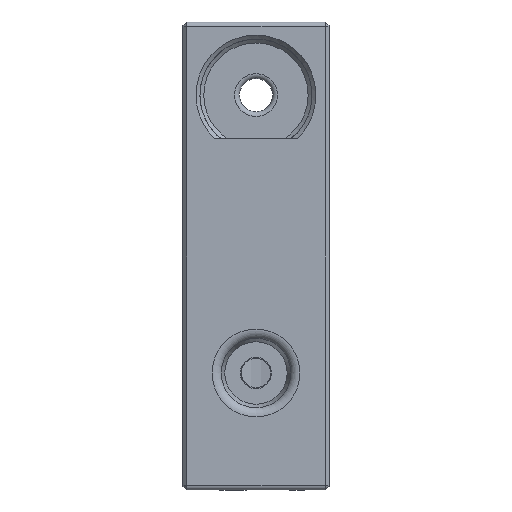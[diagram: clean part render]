
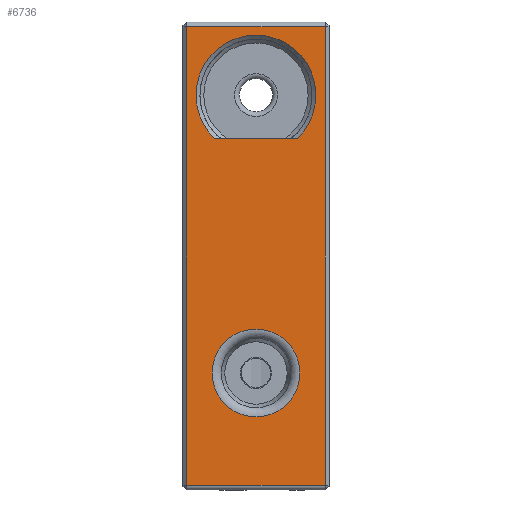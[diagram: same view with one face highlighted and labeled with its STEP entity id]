
A CAD part, front view. The second image highlights one B-rep face of the part: STEP entity #6736.
In plain terms, the highlighted planar face has unit normal (0, -1, 0).
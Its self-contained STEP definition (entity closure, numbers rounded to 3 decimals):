
#336=CIRCLE('',#7176,4.5);
#337=CIRCLE('',#7180,6.15);
#461=FACE_BOUND('',#1382,.T.);
#462=FACE_BOUND('',#1383,.T.);
#980=FACE_OUTER_BOUND('',#1381,.T.);
#1381=EDGE_LOOP('',(#5650,#5651,#5652,#5653));
#1382=EDGE_LOOP('',(#5654,#5655));
#1383=EDGE_LOOP('',(#5656));
#1891=LINE('',#12501,#2459);
#1893=LINE('',#12509,#2461);
#1918=LINE('',#12607,#2486);
#1919=LINE('',#12610,#2487);
#1920=LINE('',#12611,#2488);
#2459=VECTOR('',#8363,10.);
#2461=VECTOR('',#8367,1000.);
#2486=VECTOR('',#8446,10.);
#2487=VECTOR('',#8449,10.);
#2488=VECTOR('',#8450,10.);
#3107=VERTEX_POINT('',#12492);
#3108=VERTEX_POINT('',#12496);
#3109=VERTEX_POINT('',#12500);
#3110=VERTEX_POINT('',#12504);
#3111=VERTEX_POINT('',#12508);
#3130=VERTEX_POINT('',#12605);
#3131=VERTEX_POINT('',#12609);
#3967=EDGE_CURVE('',#3108,#3108,#336,.T.);
#3968=EDGE_CURVE('',#3107,#3109,#1891,.T.);
#3971=EDGE_CURVE('',#3111,#3110,#1893,.T.);
#3973=EDGE_CURVE('',#3110,#3111,#337,.T.);
#4008=EDGE_CURVE('',#3130,#3107,#1918,.T.);
#4009=EDGE_CURVE('',#3131,#3130,#1919,.T.);
#4010=EDGE_CURVE('',#3109,#3131,#1920,.T.);
#5650=ORIENTED_EDGE('',*,*,#4009,.F.);
#5651=ORIENTED_EDGE('',*,*,#4010,.F.);
#5652=ORIENTED_EDGE('',*,*,#3968,.F.);
#5653=ORIENTED_EDGE('',*,*,#4008,.F.);
#5654=ORIENTED_EDGE('',*,*,#3973,.T.);
#5655=ORIENTED_EDGE('',*,*,#3971,.T.);
#5656=ORIENTED_EDGE('',*,*,#3967,.F.);
#6423=PLANE('',#7206);
#6736=ADVANCED_FACE('',(#980,#461,#462),#6423,.F.);
#7176=AXIS2_PLACEMENT_3D('',#12498,#8359,#8360);
#7180=AXIS2_PLACEMENT_3D('',#12514,#8370,#8371);
#7206=AXIS2_PLACEMENT_3D('',#12608,#8447,#8448);
#8359=DIRECTION('center_axis',(0.,-1.,0.));
#8360=DIRECTION('ref_axis',(1.,0.,0.));
#8363=DIRECTION('',(0.,0.,1.));
#8367=DIRECTION('',(-1.,0.,0.));
#8370=DIRECTION('center_axis',(0.,1.,0.));
#8371=DIRECTION('ref_axis',(1.,0.,0.));
#8446=DIRECTION('',(-1.,0.,0.));
#8447=DIRECTION('center_axis',(0.,1.,0.));
#8448=DIRECTION('ref_axis',(1.,0.,0.));
#8449=DIRECTION('',(0.,0.,-1.));
#8450=DIRECTION('',(1.,0.,0.));
#12492=CARTESIAN_POINT('',(100.398,-121.,249.7));
#12496=CARTESIAN_POINT('',(107.498,-121.,265.7));
#12498=CARTESIAN_POINT('Origin',(107.498,-121.,261.2));
#12500=CARTESIAN_POINT('',(100.398,-121.,296.7));
#12501=CARTESIAN_POINT('',(100.398,-121.,196.984));
#12504=CARTESIAN_POINT('',(103.254,-121.,285.248));
#12508=CARTESIAN_POINT('',(111.741,-121.,285.248));
#12509=CARTESIAN_POINT('',(103.254,-121.,285.248));
#12514=CARTESIAN_POINT('Origin',(107.498,-121.,289.7));
#12605=CARTESIAN_POINT('',(114.598,-121.,249.7));
#12607=CARTESIAN_POINT('',(111.248,-121.,249.7));
#12608=CARTESIAN_POINT('Origin',(114.998,-121.,273.2));
#12609=CARTESIAN_POINT('',(114.598,-121.,296.7));
#12610=CARTESIAN_POINT('',(114.598,-121.,196.984));
#12611=CARTESIAN_POINT('',(107.998,-121.,296.7));
